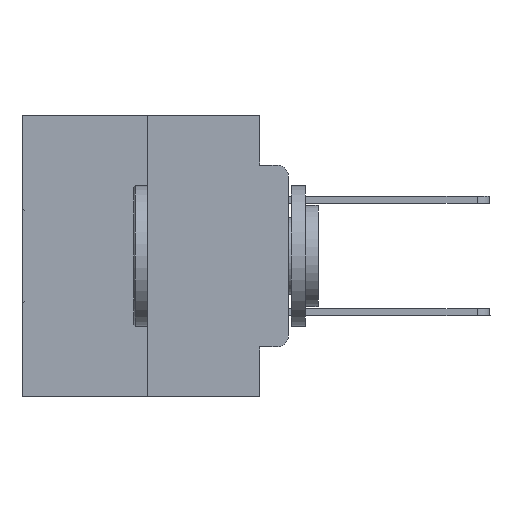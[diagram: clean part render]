
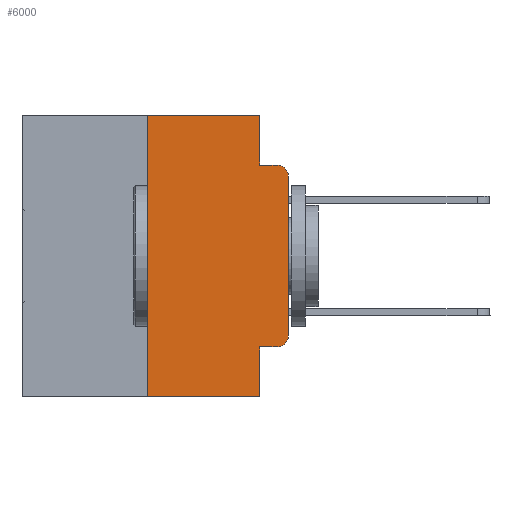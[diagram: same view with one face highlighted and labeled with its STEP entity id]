
A CAD part, left-side view. The second image highlights one B-rep face of the part: STEP entity #6000.
In plain terms, the highlighted planar face has unit normal (-1, 0, 0).
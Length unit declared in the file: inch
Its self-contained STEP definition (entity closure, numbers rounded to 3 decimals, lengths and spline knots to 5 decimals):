
#1 = ORIENTED_EDGE ( 'NONE', *, *, #6111, .T. ) ;
#7 = VECTOR ( 'NONE', #20807, 39.37008 ) ;
#775 = CARTESIAN_POINT ( 'NONE',  ( 0., 0.25, 0. ) ) ;
#867 = CARTESIAN_POINT ( 'NONE',  ( 0., 0.051, 0. ) ) ;
#1346 = AXIS2_PLACEMENT_3D ( 'NONE', #18283, #7880, #20840 ) ;
#2535 = CARTESIAN_POINT ( 'NONE',  ( 0., 0.051, -0.0885 ) ) ;
#2932 = CARTESIAN_POINT ( 'NONE',  ( 0., 0.25, 0. ) ) ;
#3017 = VECTOR ( 'NONE', #8614, 39.37008 ) ;
#3373 = CARTESIAN_POINT ( 'NONE',  ( 0., 0., -0.3915 ) ) ;
#3937 = VERTEX_POINT ( 'NONE', #3373 ) ;
#4120 = VERTEX_POINT ( 'NONE', #31926 ) ;
#4693 = CARTESIAN_POINT ( 'NONE',  ( 0., 0.473, 0. ) ) ;
#5024 = ORIENTED_EDGE ( 'NONE', *, *, #10202, .T. ) ;
#5306 = CARTESIAN_POINT ( 'NONE',  ( 0., 0., -0.1085 ) ) ;
#6000 = ADVANCED_FACE ( 'NONE', ( #25226 ), #23172, .F. ) ;
#6111 = EDGE_CURVE ( 'NONE', #3937, #16704, #12848, .T. ) ;
#6292 = CIRCLE ( 'NONE', #20336, 0.02 ) ;
#7087 = CARTESIAN_POINT ( 'NONE',  ( 0., 0.051, -0.4115 ) ) ;
#7525 = EDGE_CURVE ( 'NONE', #17149, #14185, #14759, .T. ) ;
#7867 = EDGE_CURVE ( 'NONE', #26033, #3937, #6292, .T. ) ;
#7880 = DIRECTION ( 'NONE',  ( -1., 0., 0. ) ) ;
#8516 = DIRECTION ( 'NONE',  ( 0., -1., 0. ) ) ;
#8614 = DIRECTION ( 'NONE',  ( 0., -1., 0. ) ) ;
#10125 = CARTESIAN_POINT ( 'NONE',  ( 0., 0.02, -0.3915 ) ) ;
#10202 = EDGE_CURVE ( 'NONE', #4120, #15732, #32874, .T. ) ;
#10824 = CARTESIAN_POINT ( 'NONE',  ( 0., 0.473, 0. ) ) ;
#11777 = AXIS2_PLACEMENT_3D ( 'NONE', #10824, #13071, #28517 ) ;
#11829 = LINE ( 'NONE', #33011, #24958 ) ;
#12055 = CARTESIAN_POINT ( 'NONE',  ( 0., 0.051, 0. ) ) ;
#12431 = ORIENTED_EDGE ( 'NONE', *, *, #7525, .F. ) ;
#12812 = LINE ( 'NONE', #2932, #7 ) ;
#12848 = LINE ( 'NONE', #19094, #18843 ) ;
#13071 = DIRECTION ( 'NONE',  ( 1., 0., 0. ) ) ;
#13297 = EDGE_CURVE ( 'NONE', #16704, #21858, #21074, .T. ) ;
#13687 = CARTESIAN_POINT ( 'NONE',  ( 0., 0.051, -0.0885 ) ) ;
#13728 = VECTOR ( 'NONE', #26894, 39.37008 ) ;
#14143 = ORIENTED_EDGE ( 'NONE', *, *, #19549, .F. ) ;
#14185 = VERTEX_POINT ( 'NONE', #2535 ) ;
#14276 = CARTESIAN_POINT ( 'NONE',  ( 0., 0.02, -0.4115 ) ) ;
#14408 = EDGE_LOOP ( 'NONE', ( #1, #22160, #14143, #12431, #21583, #24835, #5024, #25999, #21539, #30007 ) ) ;
#14759 = LINE ( 'NONE', #867, #16718 ) ;
#15503 = VECTOR ( 'NONE', #8516, 39.37008 ) ;
#15732 = VERTEX_POINT ( 'NONE', #31244 ) ;
#16704 = VERTEX_POINT ( 'NONE', #5306 ) ;
#16718 = VECTOR ( 'NONE', #27185, 39.37008 ) ;
#17149 = VERTEX_POINT ( 'NONE', #12055 ) ;
#17520 = DIRECTION ( 'NONE',  ( 0., -1., 0. ) ) ;
#17580 = EDGE_CURVE ( 'NONE', #4120, #23192, #12812, .T. ) ;
#18283 = CARTESIAN_POINT ( 'NONE',  ( 0., 0.02, -0.1085 ) ) ;
#18843 = VECTOR ( 'NONE', #29319, 39.37008 ) ;
#19094 = CARTESIAN_POINT ( 'NONE',  ( 0., 0., 0. ) ) ;
#19113 = LINE ( 'NONE', #13687, #15503 ) ;
#19549 = EDGE_CURVE ( 'NONE', #14185, #21858, #19113, .T. ) ;
#19894 = VERTEX_POINT ( 'NONE', #7087 ) ;
#20336 = AXIS2_PLACEMENT_3D ( 'NONE', #10125, #27936, #20601 ) ;
#20601 = DIRECTION ( 'NONE',  ( 0., 0., -1. ) ) ;
#20807 = DIRECTION ( 'NONE',  ( 0., 0., 1. ) ) ;
#20840 = DIRECTION ( 'NONE',  ( 0., 0., -1. ) ) ;
#21074 = CIRCLE ( 'NONE', #1346, 0.02 ) ;
#21539 = ORIENTED_EDGE ( 'NONE', *, *, #32240, .T. ) ;
#21583 = ORIENTED_EDGE ( 'NONE', *, *, #27157, .F. ) ;
#21858 = VERTEX_POINT ( 'NONE', #32955 ) ;
#22160 = ORIENTED_EDGE ( 'NONE', *, *, #13297, .T. ) ;
#22968 = LINE ( 'NONE', #28807, #3017 ) ;
#23172 = PLANE ( 'NONE',  #11777 ) ;
#23192 = VERTEX_POINT ( 'NONE', #775 ) ;
#24835 = ORIENTED_EDGE ( 'NONE', *, *, #17580, .F. ) ;
#24958 = VECTOR ( 'NONE', #25127, 39.37008 ) ;
#25127 = DIRECTION ( 'NONE',  ( 0., 0., -1. ) ) ;
#25226 = FACE_OUTER_BOUND ( 'NONE', #14408, .T. ) ;
#25999 = ORIENTED_EDGE ( 'NONE', *, *, #33022, .F. ) ;
#26033 = VERTEX_POINT ( 'NONE', #14276 ) ;
#26894 = DIRECTION ( 'NONE',  ( 0., -1., 0. ) ) ;
#27008 = CARTESIAN_POINT ( 'NONE',  ( 0., 0.473, -0.5 ) ) ;
#27157 = EDGE_CURVE ( 'NONE', #23192, #17149, #31848, .T. ) ;
#27185 = DIRECTION ( 'NONE',  ( 0., 0., -1. ) ) ;
#27936 = DIRECTION ( 'NONE',  ( -1., 0., 0. ) ) ;
#28517 = DIRECTION ( 'NONE',  ( 0., 0., -1. ) ) ;
#28807 = CARTESIAN_POINT ( 'NONE',  ( 0., 0.051, -0.4115 ) ) ;
#29319 = DIRECTION ( 'NONE',  ( 0., 0., 1. ) ) ;
#30007 = ORIENTED_EDGE ( 'NONE', *, *, #7867, .T. ) ;
#31244 = CARTESIAN_POINT ( 'NONE',  ( 0., 0.051, -0.5 ) ) ;
#31848 = LINE ( 'NONE', #4693, #33016 ) ;
#31926 = CARTESIAN_POINT ( 'NONE',  ( 0., 0.25, -0.5 ) ) ;
#32240 = EDGE_CURVE ( 'NONE', #19894, #26033, #22968, .T. ) ;
#32874 = LINE ( 'NONE', #27008, #13728 ) ;
#32955 = CARTESIAN_POINT ( 'NONE',  ( 0., 0.02, -0.0885 ) ) ;
#33011 = CARTESIAN_POINT ( 'NONE',  ( 0., 0.051, 0. ) ) ;
#33016 = VECTOR ( 'NONE', #17520, 39.37008 ) ;
#33022 = EDGE_CURVE ( 'NONE', #19894, #15732, #11829, .T. ) ;
